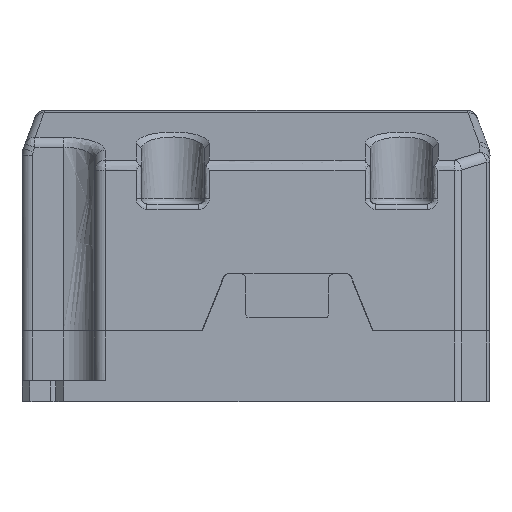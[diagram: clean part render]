
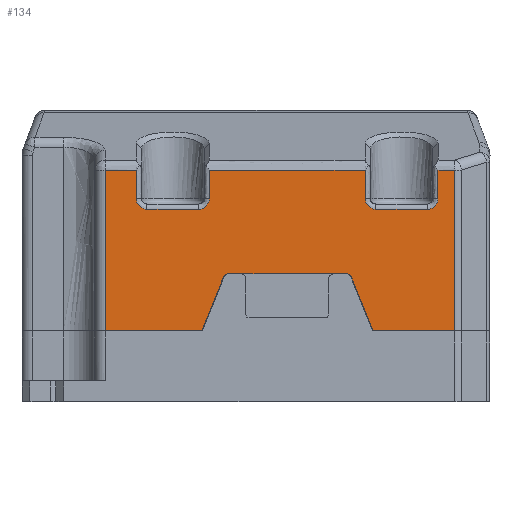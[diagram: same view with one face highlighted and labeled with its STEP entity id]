
A CAD part, left-side view. The second image highlights one B-rep face of the part: STEP entity #134.
In plain terms, the highlighted planar face has unit normal (-1, 0, 0).
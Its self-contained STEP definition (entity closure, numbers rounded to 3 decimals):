
#134=ADVANCED_FACE('',(#505),#5792,.T.);
#505=FACE_OUTER_BOUND('',#878,.T.);
#878=EDGE_LOOP('',(#1625,#1626,#1627,#1628,#1629,#1630,#1631,#1632,#1633,
#1634,#1635,#1636,#1637,#1638,#1639,#1640,#1641,#1642,#1643,#1644,#1645,
#1646));
#1625=ORIENTED_EDGE('',*,*,#3298,.F.);
#1626=ORIENTED_EDGE('',*,*,#3299,.T.);
#1627=ORIENTED_EDGE('',*,*,#3300,.T.);
#1628=ORIENTED_EDGE('',*,*,#3301,.T.);
#1629=ORIENTED_EDGE('',*,*,#3381,.T.);
#1630=ORIENTED_EDGE('',*,*,#3302,.T.);
#1631=ORIENTED_EDGE('',*,*,#3385,.T.);
#1632=ORIENTED_EDGE('',*,*,#3303,.T.);
#1633=ORIENTED_EDGE('',*,*,#3304,.T.);
#1634=ORIENTED_EDGE('',*,*,#3305,.T.);
#1635=ORIENTED_EDGE('',*,*,#3397,.T.);
#1636=ORIENTED_EDGE('',*,*,#3306,.T.);
#1637=ORIENTED_EDGE('',*,*,#3400,.T.);
#1638=ORIENTED_EDGE('',*,*,#3307,.T.);
#1639=ORIENTED_EDGE('',*,*,#3308,.T.);
#1640=ORIENTED_EDGE('',*,*,#3309,.T.);
#1641=ORIENTED_EDGE('',*,*,#3297,.F.);
#1642=ORIENTED_EDGE('',*,*,#3262,.T.);
#1643=ORIENTED_EDGE('',*,*,#3260,.T.);
#1644=ORIENTED_EDGE('',*,*,#3255,.T.);
#1645=ORIENTED_EDGE('',*,*,#3254,.T.);
#1646=ORIENTED_EDGE('',*,*,#3251,.T.);
#3251=EDGE_CURVE('',#5072,#5070,#4438,.T.);
#3254=EDGE_CURVE('',#5074,#5072,#4067,.T.);
#3255=EDGE_CURVE('',#5076,#5074,#4440,.T.);
#3260=EDGE_CURVE('',#5078,#5076,#4069,.T.);
#3262=EDGE_CURVE('',#5081,#5078,#4445,.T.);
#3297=EDGE_CURVE('',#5081,#5107,#4471,.T.);
#3298=EDGE_CURVE('',#5108,#5070,#4472,.T.);
#3299=EDGE_CURVE('',#5108,#5109,#4473,.T.);
#3300=EDGE_CURVE('',#5109,#5110,#4474,.T.);
#3301=EDGE_CURVE('',#5110,#5111,#4475,.T.);
#3302=EDGE_CURVE('',#5112,#5113,#4476,.T.);
#3303=EDGE_CURVE('',#5114,#5115,#4477,.T.);
#3304=EDGE_CURVE('',#5115,#5116,#4478,.T.);
#3305=EDGE_CURVE('',#5116,#5117,#4479,.T.);
#3306=EDGE_CURVE('',#5118,#5119,#4480,.T.);
#3307=EDGE_CURVE('',#5120,#5121,#4481,.T.);
#3308=EDGE_CURVE('',#5121,#5122,#4482,.T.);
#3309=EDGE_CURVE('',#5122,#5107,#4483,.T.);
#3381=EDGE_CURVE('',#5111,#5112,#4106,.T.);
#3385=EDGE_CURVE('',#5113,#5114,#4110,.T.);
#3397=EDGE_CURVE('',#5117,#5118,#4114,.T.);
#3400=EDGE_CURVE('',#5119,#5120,#4117,.T.);
#4067=(
BOUNDED_CURVE()
B_SPLINE_CURVE(2,(#10769,#10770,#10771),.UNSPECIFIED.,.F.,.F.)
B_SPLINE_CURVE_WITH_KNOTS((3,3),(-0.677,0.),.UNSPECIFIED.)
CURVE()
GEOMETRIC_REPRESENTATION_ITEM()
RATIONAL_B_SPLINE_CURVE((1.,0.828,1.))
REPRESENTATION_ITEM('')
);
#4069=(
BOUNDED_CURVE()
B_SPLINE_CURVE(2,(#10783,#10784,#10785),.UNSPECIFIED.,.F.,.F.)
B_SPLINE_CURVE_WITH_KNOTS((3,3),(-0.677,0.),.UNSPECIFIED.)
CURVE()
GEOMETRIC_REPRESENTATION_ITEM()
RATIONAL_B_SPLINE_CURVE((1.,0.828,1.))
REPRESENTATION_ITEM('')
);
#4106=(
BOUNDED_CURVE()
B_SPLINE_CURVE(2,(#11192,#11193,#11194),.UNSPECIFIED.,.F.,.F.)
B_SPLINE_CURVE_WITH_KNOTS((3,3),(-2.,0.),.UNSPECIFIED.)
CURVE()
GEOMETRIC_REPRESENTATION_ITEM()
RATIONAL_B_SPLINE_CURVE((1.,0.707,1.))
REPRESENTATION_ITEM('')
);
#4110=(
BOUNDED_CURVE()
B_SPLINE_CURVE(2,(#11204,#11205,#11206),.UNSPECIFIED.,.F.,.F.)
B_SPLINE_CURVE_WITH_KNOTS((3,3),(-2.,0.),.UNSPECIFIED.)
CURVE()
GEOMETRIC_REPRESENTATION_ITEM()
RATIONAL_B_SPLINE_CURVE((1.,0.707,1.))
REPRESENTATION_ITEM('')
);
#4114=(
BOUNDED_CURVE()
B_SPLINE_CURVE(2,(#11258,#11259,#11260),.UNSPECIFIED.,.F.,.F.)
B_SPLINE_CURVE_WITH_KNOTS((3,3),(-2.,0.),.UNSPECIFIED.)
CURVE()
GEOMETRIC_REPRESENTATION_ITEM()
RATIONAL_B_SPLINE_CURVE((1.,0.707,1.))
REPRESENTATION_ITEM('')
);
#4117=(
BOUNDED_CURVE()
B_SPLINE_CURVE(2,(#11267,#11268,#11269),.UNSPECIFIED.,.F.,.F.)
B_SPLINE_CURVE_WITH_KNOTS((3,3),(-2.,0.),.UNSPECIFIED.)
CURVE()
GEOMETRIC_REPRESENTATION_ITEM()
RATIONAL_B_SPLINE_CURVE((1.,0.707,1.))
REPRESENTATION_ITEM('')
);
#4438=B_SPLINE_CURVE_WITH_KNOTS('',1,(#10762,#10763),.UNSPECIFIED.,.F.,
 .F.,(2,2),(-5.585,0.),.UNSPECIFIED.);
#4440=B_SPLINE_CURVE_WITH_KNOTS('',1,(#10772,#10773),.UNSPECIFIED.,.F.,
 .F.,(2,2),(0.,11.323),.UNSPECIFIED.);
#4445=B_SPLINE_CURVE_WITH_KNOTS('',1,(#10788,#10789),.UNSPECIFIED.,.F.,
 .F.,(2,2),(-5.585,0.),.UNSPECIFIED.);
#4471=B_SPLINE_CURVE_WITH_KNOTS('',1,(#10900,#10901),.UNSPECIFIED.,.F.,
 .F.,(2,2),(0.,9.35),.UNSPECIFIED.);
#4472=B_SPLINE_CURVE_WITH_KNOTS('',1,(#10902,#10903),.UNSPECIFIED.,.F.,
 .F.,(2,2),(0.,7.836),.UNSPECIFIED.);
#4473=B_SPLINE_CURVE_WITH_KNOTS('',1,(#10904,#10905),.UNSPECIFIED.,.F.,
 .F.,(2,2),(0.,15.465),.UNSPECIFIED.);
#4474=B_SPLINE_CURVE_WITH_KNOTS('',1,(#10906,#10907),.UNSPECIFIED.,.F.,
 .F.,(2,2),(0.,1.586),.UNSPECIFIED.);
#4475=B_SPLINE_CURVE_WITH_KNOTS('',1,(#10908,#10909),.UNSPECIFIED.,.F.,
 .F.,(2,2),(0.,2.765),.UNSPECIFIED.);
#4476=B_SPLINE_CURVE_WITH_KNOTS('',1,(#10910,#10911),.UNSPECIFIED.,.F.,
 .F.,(2,2),(0.,5.),.UNSPECIFIED.);
#4477=B_SPLINE_CURVE_WITH_KNOTS('',1,(#10912,#10913),.UNSPECIFIED.,.F.,
 .F.,(2,2),(0.,2.765),.UNSPECIFIED.);
#4478=B_SPLINE_CURVE_WITH_KNOTS('',1,(#10914,#10915),.UNSPECIFIED.,.F.,
 .F.,(2,2),(0.,15.),.UNSPECIFIED.);
#4479=B_SPLINE_CURVE_WITH_KNOTS('',1,(#10916,#10917),.UNSPECIFIED.,.F.,
 .F.,(2,2),(0.,2.765),.UNSPECIFIED.);
#4480=B_SPLINE_CURVE_WITH_KNOTS('',1,(#10918,#10919),.UNSPECIFIED.,.F.,
 .F.,(2,2),(0.,5.),.UNSPECIFIED.);
#4481=B_SPLINE_CURVE_WITH_KNOTS('',1,(#10920,#10921),.UNSPECIFIED.,.F.,
 .F.,(2,2),(0.,2.765),.UNSPECIFIED.);
#4482=B_SPLINE_CURVE_WITH_KNOTS('',1,(#10922,#10923),.UNSPECIFIED.,.F.,
 .F.,(2,2),(0.,3.),.UNSPECIFIED.);
#4483=B_SPLINE_CURVE_WITH_KNOTS('',1,(#10924,#10925),.UNSPECIFIED.,.F.,
 .F.,(2,2),(0.,15.465),.UNSPECIFIED.);
#5070=VERTEX_POINT('',#10634);
#5072=VERTEX_POINT('',#10636);
#5074=VERTEX_POINT('',#10638);
#5076=VERTEX_POINT('',#10640);
#5078=VERTEX_POINT('',#10642);
#5081=VERTEX_POINT('',#10645);
#5107=VERTEX_POINT('',#10671);
#5108=VERTEX_POINT('',#10672);
#5109=VERTEX_POINT('',#10673);
#5110=VERTEX_POINT('',#10674);
#5111=VERTEX_POINT('',#10675);
#5112=VERTEX_POINT('',#10676);
#5113=VERTEX_POINT('',#10677);
#5114=VERTEX_POINT('',#10678);
#5115=VERTEX_POINT('',#10679);
#5116=VERTEX_POINT('',#10680);
#5117=VERTEX_POINT('',#10681);
#5118=VERTEX_POINT('',#10682);
#5119=VERTEX_POINT('',#10683);
#5120=VERTEX_POINT('',#10684);
#5121=VERTEX_POINT('',#10685);
#5122=VERTEX_POINT('',#10686);
#5792=PLANE('',#5968);
#5968=AXIS2_PLACEMENT_3D('',#9067,#6128,$);
#6128=DIRECTION('',(-1.,0.,0.));
#9067=CARTESIAN_POINT('',(-57.5,30.011,-8.898));
#10634=CARTESIAN_POINT('',(-57.5,0.75,-7.2));
#10636=CARTESIAN_POINT('',(-57.5,2.824,-2.014));
#10638=CARTESIAN_POINT('',(-57.5,3.289,-1.7));
#10640=CARTESIAN_POINT('',(-57.5,14.611,-1.7));
#10642=CARTESIAN_POINT('',(-57.5,15.076,-2.014));
#10645=CARTESIAN_POINT('',(-57.5,17.15,-7.2));
#10671=CARTESIAN_POINT('',(-57.5,26.5,-7.2));
#10672=CARTESIAN_POINT('',(-57.5,-7.086,-7.2));
#10673=CARTESIAN_POINT('',(-57.5,-7.086,8.265));
#10674=CARTESIAN_POINT('',(-57.5,-5.5,8.265));
#10675=CARTESIAN_POINT('',(-57.5,-5.5,5.5));
#10676=CARTESIAN_POINT('',(-57.5,-4.5,4.5));
#10677=CARTESIAN_POINT('',(-57.5,0.5,4.5));
#10678=CARTESIAN_POINT('',(-57.5,1.5,5.5));
#10679=CARTESIAN_POINT('',(-57.5,1.5,8.265));
#10680=CARTESIAN_POINT('',(-57.5,16.5,8.265));
#10681=CARTESIAN_POINT('',(-57.5,16.5,5.5));
#10682=CARTESIAN_POINT('',(-57.5,17.5,4.5));
#10683=CARTESIAN_POINT('',(-57.5,22.5,4.5));
#10684=CARTESIAN_POINT('',(-57.5,23.5,5.5));
#10685=CARTESIAN_POINT('',(-57.5,23.5,8.265));
#10686=CARTESIAN_POINT('',(-57.5,26.5,8.265));
#10762=CARTESIAN_POINT('',(-57.5,2.824,-2.014));
#10763=CARTESIAN_POINT('',(-57.5,0.75,-7.2));
#10769=CARTESIAN_POINT('',(-57.5,3.289,-1.7));
#10770=CARTESIAN_POINT('',(-57.5,2.95,-1.7));
#10771=CARTESIAN_POINT('',(-57.5,2.824,-2.014));
#10772=CARTESIAN_POINT('',(-57.5,14.611,-1.7));
#10773=CARTESIAN_POINT('',(-57.5,3.289,-1.7));
#10783=CARTESIAN_POINT('',(-57.5,15.076,-2.014));
#10784=CARTESIAN_POINT('',(-57.5,14.95,-1.7));
#10785=CARTESIAN_POINT('',(-57.5,14.611,-1.7));
#10788=CARTESIAN_POINT('',(-57.5,17.15,-7.2));
#10789=CARTESIAN_POINT('',(-57.5,15.076,-2.014));
#10900=CARTESIAN_POINT('',(-57.5,17.15,-7.2));
#10901=CARTESIAN_POINT('',(-57.5,26.5,-7.2));
#10902=CARTESIAN_POINT('',(-57.5,-7.086,-7.2));
#10903=CARTESIAN_POINT('',(-57.5,0.75,-7.2));
#10904=CARTESIAN_POINT('',(-57.5,-7.086,-7.2));
#10905=CARTESIAN_POINT('',(-57.5,-7.086,8.265));
#10906=CARTESIAN_POINT('',(-57.5,-7.086,8.265));
#10907=CARTESIAN_POINT('',(-57.5,-5.5,8.265));
#10908=CARTESIAN_POINT('',(-57.5,-5.5,8.265));
#10909=CARTESIAN_POINT('',(-57.5,-5.5,5.5));
#10910=CARTESIAN_POINT('',(-57.5,-4.5,4.5));
#10911=CARTESIAN_POINT('',(-57.5,0.5,4.5));
#10912=CARTESIAN_POINT('',(-57.5,1.5,5.5));
#10913=CARTESIAN_POINT('',(-57.5,1.5,8.265));
#10914=CARTESIAN_POINT('',(-57.5,1.5,8.265));
#10915=CARTESIAN_POINT('',(-57.5,16.5,8.265));
#10916=CARTESIAN_POINT('',(-57.5,16.5,8.265));
#10917=CARTESIAN_POINT('',(-57.5,16.5,5.5));
#10918=CARTESIAN_POINT('',(-57.5,17.5,4.5));
#10919=CARTESIAN_POINT('',(-57.5,22.5,4.5));
#10920=CARTESIAN_POINT('',(-57.5,23.5,5.5));
#10921=CARTESIAN_POINT('',(-57.5,23.5,8.265));
#10922=CARTESIAN_POINT('',(-57.5,23.5,8.265));
#10923=CARTESIAN_POINT('',(-57.5,26.5,8.265));
#10924=CARTESIAN_POINT('',(-57.5,26.5,8.265));
#10925=CARTESIAN_POINT('',(-57.5,26.5,-7.2));
#11192=CARTESIAN_POINT('',(-57.5,-5.5,5.5));
#11193=CARTESIAN_POINT('',(-57.5,-5.5,4.5));
#11194=CARTESIAN_POINT('',(-57.5,-4.5,4.5));
#11204=CARTESIAN_POINT('',(-57.5,0.5,4.5));
#11205=CARTESIAN_POINT('',(-57.5,1.5,4.5));
#11206=CARTESIAN_POINT('',(-57.5,1.5,5.5));
#11258=CARTESIAN_POINT('',(-57.5,16.5,5.5));
#11259=CARTESIAN_POINT('',(-57.5,16.5,4.5));
#11260=CARTESIAN_POINT('',(-57.5,17.5,4.5));
#11267=CARTESIAN_POINT('',(-57.5,22.5,4.5));
#11268=CARTESIAN_POINT('',(-57.5,23.5,4.5));
#11269=CARTESIAN_POINT('',(-57.5,23.5,5.5));
